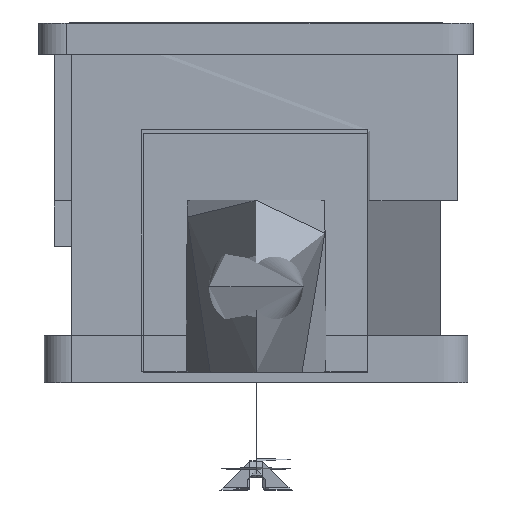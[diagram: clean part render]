
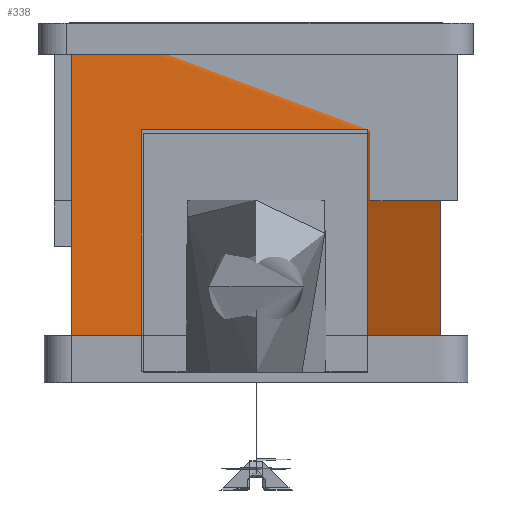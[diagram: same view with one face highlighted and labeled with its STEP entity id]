
A CAD part, front view. The second image highlights one B-rep face of the part: STEP entity #338.
In plain terms, the highlighted free-form (B-spline) face has degree [1, 2] with [2, 9] control points.
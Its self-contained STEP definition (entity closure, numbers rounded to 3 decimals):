
#31=FACE_BOUND('',#976,.T.);
#338=ADVANCED_FACE('',(#655,#31),#5169,.T.);
#655=FACE_OUTER_BOUND('',#975,.T.);
#975=EDGE_LOOP('',(#1421,#1422,#1423,#1424));
#976=EDGE_LOOP('',(#1425,#1426,#1427,#1428));
#1421=ORIENTED_EDGE('',*,*,#3002,.T.);
#1422=ORIENTED_EDGE('',*,*,#2989,.F.);
#1423=ORIENTED_EDGE('',*,*,#2988,.F.);
#1424=ORIENTED_EDGE('',*,*,#2987,.T.);
#1425=ORIENTED_EDGE('',*,*,#3000,.F.);
#1426=ORIENTED_EDGE('',*,*,#2999,.F.);
#1427=ORIENTED_EDGE('',*,*,#2998,.F.);
#1428=ORIENTED_EDGE('',*,*,#2997,.F.);
#2987=EDGE_CURVE('',#4677,#4687,#4391,.T.);
#2988=EDGE_CURVE('',#4677,#4678,#3790,.T.);
#2989=EDGE_CURVE('',#4678,#4688,#4392,.T.);
#2997=EDGE_CURVE('',#4683,#4684,#3798,.T.);
#2998=EDGE_CURVE('',#4684,#4685,#3799,.T.);
#2999=EDGE_CURVE('',#4685,#4686,#3800,.T.);
#3000=EDGE_CURVE('',#4686,#4683,#3801,.T.);
#3002=EDGE_CURVE('',#4687,#4688,#3803,.T.);
#3790=B_SPLINE_CURVE_WITH_KNOTS('',1,(#6967,#6968),.UNSPECIFIED.,.F.,.F.,
(2,2),(0.,25.522),.UNSPECIFIED.);
#3798=B_SPLINE_CURVE_WITH_KNOTS('',1,(#6992,#6993),.UNSPECIFIED.,.F.,.F.,
(2,2),(0.,14.275),.UNSPECIFIED.);
#3799=B_SPLINE_CURVE_WITH_KNOTS('',1,(#6994,#6995),.UNSPECIFIED.,.F.,.F.,
(2,2),(0.,15.231),.UNSPECIFIED.);
#3800=B_SPLINE_CURVE_WITH_KNOTS('',1,(#6996,#6997),.UNSPECIFIED.,.F.,.F.,
(2,2),(0.,14.275),.UNSPECIFIED.);
#3801=B_SPLINE_CURVE_WITH_KNOTS('',1,(#6998,#6999),.UNSPECIFIED.,.F.,.F.,
(2,2),(0.,15.231),.UNSPECIFIED.);
#3803=B_SPLINE_CURVE_WITH_KNOTS('',1,(#7002,#7003),.UNSPECIFIED.,.F.,.F.,
(2,2),(0.,25.522),.UNSPECIFIED.);
#4391=(
BOUNDED_CURVE()
B_SPLINE_CURVE(2,(#6958,#6959,#6960,#6961,#6962,#6963,#6964,#6965,#6966),
 .UNSPECIFIED.,.F.,.F.)
B_SPLINE_CURVE_WITH_KNOTS((3,2,2,2,3),(182.263,195.506,
197.077,210.32,211.89),.UNSPECIFIED.)
CURVE()
GEOMETRIC_REPRESENTATION_ITEM()
RATIONAL_B_SPLINE_CURVE((1.,1.,1.,0.707,1.,1.,1.,0.707,
1.))
REPRESENTATION_ITEM('')
);
#4392=(
BOUNDED_CURVE()
B_SPLINE_CURVE(2,(#6969,#6970,#6971,#6972,#6973,#6974,#6975,#6976,#6977),
 .UNSPECIFIED.,.F.,.F.)
B_SPLINE_CURVE_WITH_KNOTS((3,2,2,2,3),(182.263,195.506,
197.077,210.32,211.89),.UNSPECIFIED.)
CURVE()
GEOMETRIC_REPRESENTATION_ITEM()
RATIONAL_B_SPLINE_CURVE((1.,1.,1.,0.707,1.,1.,1.,0.707,
1.))
REPRESENTATION_ITEM('')
);
#4677=VERTEX_POINT('',#6946);
#4678=VERTEX_POINT('',#6947);
#4683=VERTEX_POINT('',#6952);
#4684=VERTEX_POINT('',#6953);
#4685=VERTEX_POINT('',#6954);
#4686=VERTEX_POINT('',#6955);
#4687=VERTEX_POINT('',#6956);
#4688=VERTEX_POINT('',#6957);
#5169=(
BOUNDED_SURFACE()
B_SPLINE_SURFACE(1,2,((#6928,#6929,#6930,#6931,#6932,#6933,#6934,#6935,
#6936),(#6937,#6938,#6939,#6940,#6941,#6942,#6943,#6944,#6945)),
 .UNSPECIFIED.,.F.,.F.,.F.)
B_SPLINE_SURFACE_WITH_KNOTS((2,2),(3,2,2,2,3),(0.,25.522),(-211.89,
-210.32,-197.077,-195.506,-182.263),
 .UNSPECIFIED.)
GEOMETRIC_REPRESENTATION_ITEM()
RATIONAL_B_SPLINE_SURFACE(((1.,0.707,1.,1.,1.,0.707,
1.,1.,1.),(1.,0.707,1.,1.,1.,0.707,1.,1.,1.)))
REPRESENTATION_ITEM('')
SURFACE()
);
#6928=CARTESIAN_POINT('',(11.257,12.542,-16.139));
#6929=CARTESIAN_POINT('',(12.999,12.542,-16.139));
#6930=CARTESIAN_POINT('',(12.999,10.8,-16.139));
#6931=CARTESIAN_POINT('',(12.999,-0.958,-16.139));
#6932=CARTESIAN_POINT('',(12.999,-12.716,-16.139));
#6933=CARTESIAN_POINT('',(12.999,-14.458,-16.139));
#6934=CARTESIAN_POINT('',(11.257,-14.458,-16.139));
#6935=CARTESIAN_POINT('',(-0.501,-14.458,-16.139));
#6936=CARTESIAN_POINT('',(-12.259,-14.458,-16.139));
#6937=CARTESIAN_POINT('',(11.257,12.542,6.861));
#6938=CARTESIAN_POINT('',(12.999,12.542,6.861));
#6939=CARTESIAN_POINT('',(12.999,10.8,6.861));
#6940=CARTESIAN_POINT('',(12.999,-0.958,6.861));
#6941=CARTESIAN_POINT('',(12.999,-12.716,6.861));
#6942=CARTESIAN_POINT('',(12.999,-14.458,6.861));
#6943=CARTESIAN_POINT('',(11.257,-14.458,6.861));
#6944=CARTESIAN_POINT('',(-0.501,-14.458,6.861));
#6945=CARTESIAN_POINT('',(-12.259,-14.458,6.861));
#6946=CARTESIAN_POINT('',(-12.259,-14.458,-16.139));
#6947=CARTESIAN_POINT('',(-12.259,-14.458,6.861));
#6952=CARTESIAN_POINT('',(-7.648,-14.458,-15.447));
#6953=CARTESIAN_POINT('',(6.627,-14.458,-15.447));
#6954=CARTESIAN_POINT('',(6.627,-14.458,-0.217));
#6955=CARTESIAN_POINT('',(-7.648,-14.458,-0.217));
#6956=CARTESIAN_POINT('',(11.257,12.542,-16.139));
#6957=CARTESIAN_POINT('',(11.257,12.542,6.861));
#6958=CARTESIAN_POINT('',(-12.259,-14.458,-16.139));
#6959=CARTESIAN_POINT('',(-0.501,-14.458,-16.139));
#6960=CARTESIAN_POINT('',(11.257,-14.458,-16.139));
#6961=CARTESIAN_POINT('',(12.999,-14.458,-16.139));
#6962=CARTESIAN_POINT('',(12.999,-12.716,-16.139));
#6963=CARTESIAN_POINT('',(12.999,-0.958,-16.139));
#6964=CARTESIAN_POINT('',(12.999,10.8,-16.139));
#6965=CARTESIAN_POINT('',(12.999,12.542,-16.139));
#6966=CARTESIAN_POINT('',(11.257,12.542,-16.139));
#6967=CARTESIAN_POINT('',(-12.259,-14.458,-16.139));
#6968=CARTESIAN_POINT('',(-12.259,-14.458,6.861));
#6969=CARTESIAN_POINT('',(-12.259,-14.458,6.861));
#6970=CARTESIAN_POINT('',(-0.501,-14.458,6.861));
#6971=CARTESIAN_POINT('',(11.257,-14.458,6.861));
#6972=CARTESIAN_POINT('',(12.999,-14.458,6.861));
#6973=CARTESIAN_POINT('',(12.999,-12.716,6.861));
#6974=CARTESIAN_POINT('',(12.999,-0.958,6.861));
#6975=CARTESIAN_POINT('',(12.999,10.8,6.861));
#6976=CARTESIAN_POINT('',(12.999,12.542,6.861));
#6977=CARTESIAN_POINT('',(11.257,12.542,6.861));
#6992=CARTESIAN_POINT('',(-7.648,-14.458,-15.447));
#6993=CARTESIAN_POINT('',(6.627,-14.458,-15.447));
#6994=CARTESIAN_POINT('',(6.627,-14.458,-15.447));
#6995=CARTESIAN_POINT('',(6.627,-14.458,-0.217));
#6996=CARTESIAN_POINT('',(6.627,-14.458,-0.217));
#6997=CARTESIAN_POINT('',(-7.648,-14.458,-0.217));
#6998=CARTESIAN_POINT('',(-7.648,-14.458,-0.217));
#6999=CARTESIAN_POINT('',(-7.648,-14.458,-15.447));
#7002=CARTESIAN_POINT('',(11.257,12.542,-16.139));
#7003=CARTESIAN_POINT('',(11.257,12.542,6.861));
